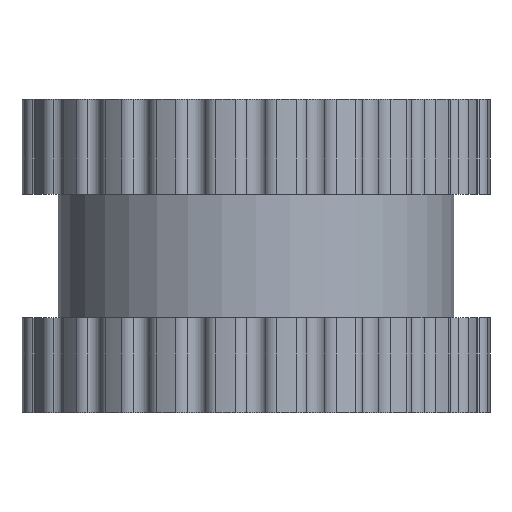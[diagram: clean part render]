
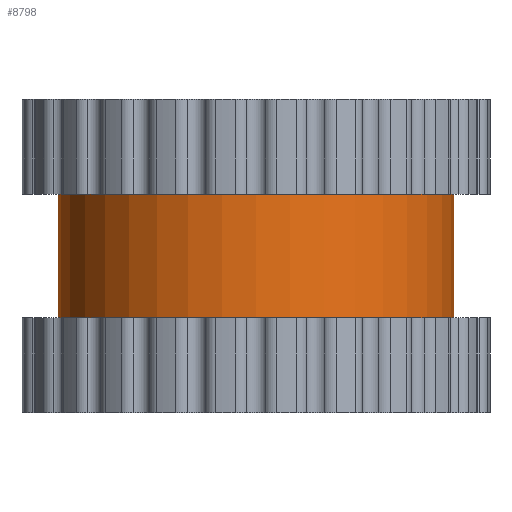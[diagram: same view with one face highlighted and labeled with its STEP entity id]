
A CAD part, front view. The second image highlights one B-rep face of the part: STEP entity #8798.
In plain terms, the highlighted cylindrical face has radius 2.525 mm (diameter 5.05 mm), a full revolution.
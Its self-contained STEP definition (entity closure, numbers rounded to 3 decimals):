
#1708=ORIENTED_EDGE('',*,*,#3568,.T.);
#1709=ORIENTED_EDGE('',*,*,#3518,.F.);
#3518=EDGE_CURVE('',#4446,#4446,#4956,.T.);
#3568=EDGE_CURVE('',#4449,#4449,#5006,.T.);
#4446=VERTEX_POINT('',#13174);
#4449=VERTEX_POINT('',#13228);
#4956=CIRCLE('',#9432,2.525);
#5006=CIRCLE('',#9483,2.525);
#5206=EDGE_LOOP('',(#1708));
#5207=EDGE_LOOP('',(#1709));
#5600=FACE_BOUND('',#5206,.T.);
#5601=FACE_BOUND('',#5207,.T.);
#5988=CYLINDRICAL_SURFACE('',#9482,2.525);
#8798=ADVANCED_FACE('',(#5600,#5601),#5988,.T.);
#9432=AXIS2_PLACEMENT_3D('',#13173,#10676,#10677);
#9482=AXIS2_PLACEMENT_3D('',#13226,#10776,#10777);
#9483=AXIS2_PLACEMENT_3D('',#13227,#10778,#10779);
#10676=DIRECTION('',(0.,0.,1.));
#10677=DIRECTION('',(1.,0.,0.));
#10776=DIRECTION('',(0.,0.,1.));
#10777=DIRECTION('',(1.,0.,0.));
#10778=DIRECTION('',(0.,0.,1.));
#10779=DIRECTION('',(1.,0.,0.));
#13173=CARTESIAN_POINT('',(0.,0.,2.787));
#13174=CARTESIAN_POINT('',(2.525,0.,2.787));
#13226=CARTESIAN_POINT('',(0.,0.,0.));
#13227=CARTESIAN_POINT('',(0.,0.,1.213));
#13228=CARTESIAN_POINT('',(2.525,0.,1.213));
